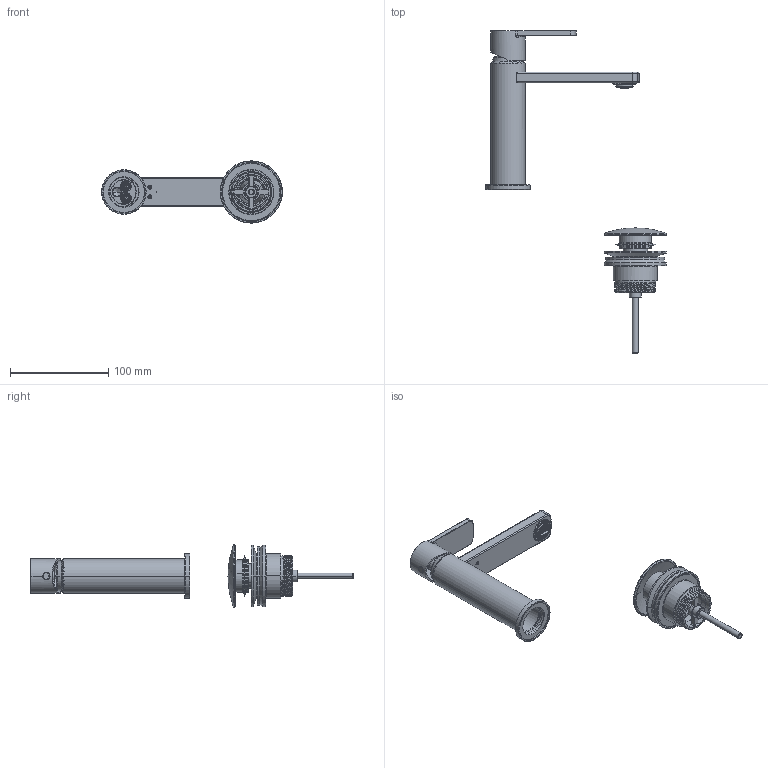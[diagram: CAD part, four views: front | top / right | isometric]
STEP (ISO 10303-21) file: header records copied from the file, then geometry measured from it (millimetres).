
FILE_DESCRIPTION((''),'2;1');
FILE_NAME('500260VIC0_ASM_1_ASM','2024-11-27T11:25:19',('sruga'),('Armando Vicario'),'CREO PARAMETRIC BY PTC INC, 2021404','CREO PARAMETRIC BY PTC INC, 2021404','');
FILE_SCHEMA(('CONFIG_CONTROL_DESIGN'));
Products named in the file (45): 01000234_1; 01000154_1; 16001840_ASM_1_ASM; 07000078_B_1; 07000078_A_1; 07000078_C_1; 07000078_D_1; 07000078_E_1; 07000078_ASM_1_ASM; 16002253_ASM_1_ASM; 12000479_1; 04000012_1; 16001837_ASM_1_ASM; 12000518_1; 16001866_ASM_1_ASM; 03000179_1; 06022007_1_1_2_3_4_5_6; 16000657_ASM_1_1_2_3_4_5_6_ASM; 05000016_1_1_2_3; 16001794_ASM_1_1_2_3_ASM; 16001841_ASM_1_ASM; 02000245_1; 11000091_1_1; 11000091_1_2; 11000091_1_3; 11000091_1_4; 11000091_1_ASM; 16002120_ASM_1_ASM; 06021407_1_1_2; 16002130_ASM_1_ASM; 10000760_1; 04000465_1; 04000466_1; 10000759_1; 06000141_1; 10000180_ASM_1_ASM; 10000762_1; 10000761_1; 04000458_1; 10000181_ASM_1_ASM ...
Assembly tree (45 placements, depth 6):
  500260VIC0_ASM_1_ASM
    16001840_ASM_1_ASM
      01000234_1
      01000154_1
    16002253_ASM_1_ASM
      07000078_ASM_1_ASM
        07000078_B_1
        07000078_A_1
        07000078_C_1
        07000078_D_1
        07000078_E_1
    16001837_ASM_1_ASM
      12000479_1
      04000012_1
    16001866_ASM_1_ASM
      12000518_1
    16001841_ASM_1_ASM
      03000179_1
      16000657_ASM_1_1_2_3_4_5_6_ASM
        06022007_1_1_2_3_4_5_6
      16001794_ASM_1_1_2_3_ASM
        05000016_1_1_2_3
    16002130_ASM_1_ASM
      02000245_1
      16002120_ASM_1_ASM
        11000091_1_ASM
          11000091_1_1
          11000091_1_2
          11000091_1_3
          11000091_1_4
      06021407_1_1_2  x2
    16001356_ASM_1_ASM
      10000171_ASM_1_ASM
        10000180_ASM_1_ASM
          10000760_1
          04000465_1
          04000466_1
          10000759_1
          06000141_1
        16001357_ASM_1_ASM
          10000181_ASM_1_ASM
            10000762_1
            10000761_1
            04000458_1
        10000763_1
Bounding box: 184.5 x 329.3 x 63.5 mm (x, y, z)
Volume: 175322.4 mm3; surface area: 141755.6 mm2
Topology: 29 solids, 43 shells, 2497 faces, 7233 edges, 4786 vertices
Faces by surface type: plane 1204, cylinder 1014, cone 176, torus 61, bspline 24, sphere 18
Entity records: 95621 total; most frequent: CARTESIAN_POINT 28447, ORIENTED_EDGE 14192, DIRECTION 13459, EDGE_CURVE 7126, AXIS2_PLACEMENT_3D 4952, VERTEX_POINT 4738, VECTOR 3555, LINE 3555
